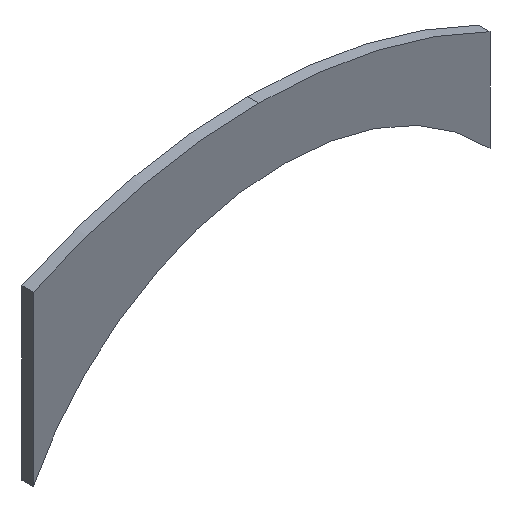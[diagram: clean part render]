
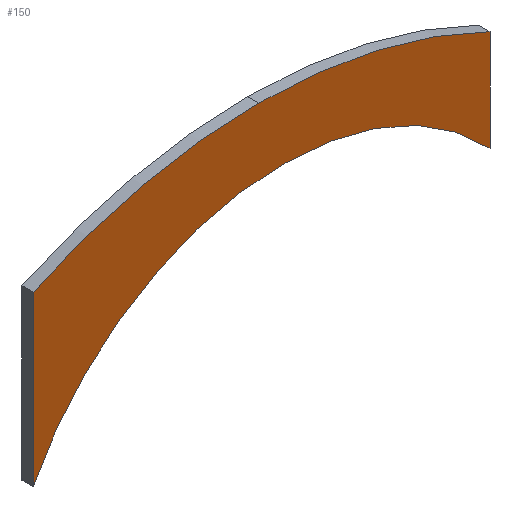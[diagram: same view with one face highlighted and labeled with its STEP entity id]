
A CAD part, isometric view. The second image highlights one B-rep face of the part: STEP entity #150.
In plain terms, the highlighted planar face has unit normal (0, -1, 0).
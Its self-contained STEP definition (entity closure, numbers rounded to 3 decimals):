
#6 = CARTESIAN_POINT ( 'NONE',  ( 67., -3., 18.795 ) ) ;
#7 = EDGE_CURVE ( 'NONE', #106, #217, #211, .T. ) ;
#9 = AXIS2_PLACEMENT_3D ( 'NONE', #18, #83, #184 ) ;
#10 = CARTESIAN_POINT ( 'NONE',  ( 60.262, -3., -103.866 ) ) ;
#11 = ORIENTED_EDGE ( 'NONE', *, *, #176, .F. ) ;
#12 = DIRECTION ( 'NONE',  ( 0., 1., 0. ) ) ;
#15 = AXIS2_PLACEMENT_3D ( 'NONE', #156, #62, #234 ) ;
#16 = CARTESIAN_POINT ( 'NONE',  ( 0., -3., 22.5 ) ) ;
#17 = VERTEX_POINT ( 'NONE', #6 ) ;
#18 = CARTESIAN_POINT ( 'NONE',  ( 67., -3., -56.205 ) ) ;
#30 = VERTEX_POINT ( 'NONE', #220 ) ;
#53 = VERTEX_POINT ( 'NONE', #57 ) ;
#57 = CARTESIAN_POINT ( 'NONE',  ( 122., -3., -5.214 ) ) ;
#58 = DIRECTION ( 'NONE',  ( 0., 0., 1. ) ) ;
#62 = DIRECTION ( 'NONE',  ( 0., 1., 0. ) ) ;
#64 = AXIS2_PLACEMENT_3D ( 'NONE', #281, #260, #282 ) ;
#65 = CIRCLE ( 'NONE', #64, 75. ) ;
#68 = ORIENTED_EDGE ( 'NONE', *, *, #145, .F. ) ;
#83 = DIRECTION ( 'NONE',  ( 0., -1., 0. ) ) ;
#86 = EDGE_CURVE ( 'NONE', #217, #238, #144, .T. ) ;
#92 = AXIS2_PLACEMENT_3D ( 'NONE', #201, #103, #128 ) ;
#96 = EDGE_CURVE ( 'NONE', #238, #30, #298, .T. ) ;
#99 = CARTESIAN_POINT ( 'NONE',  ( 0., -3., -22.5 ) ) ;
#103 = DIRECTION ( 'NONE',  ( 0., 1., 0. ) ) ;
#106 = VERTEX_POINT ( 'NONE', #99 ) ;
#122 = FACE_OUTER_BOUND ( 'NONE', #186, .T. ) ;
#126 = DIRECTION ( 'NONE',  ( 0., 0., 1. ) ) ;
#128 = DIRECTION ( 'NONE',  ( 0., 0., 1. ) ) ;
#131 = DIRECTION ( 'NONE',  ( 0., 0., -1. ) ) ;
#144 = CIRCLE ( 'NONE', #92, 140. ) ;
#145 = EDGE_CURVE ( 'NONE', #30, #53, #161, .T. ) ;
#147 = ORIENTED_EDGE ( 'NONE', *, *, #296, .F. ) ;
#150 = ADVANCED_FACE ( 'NONE', ( #122 ), #210, .F. ) ;
#156 = CARTESIAN_POINT ( 'NONE',  ( 67., -3., -56.205 ) ) ;
#157 = AXIS2_PLACEMENT_3D ( 'NONE', #10, #12, #58 ) ;
#160 = ORIENTED_EDGE ( 'NONE', *, *, #86, .F. ) ;
#161 = LINE ( 'NONE', #300, #270 ) ;
#172 = ORIENTED_EDGE ( 'NONE', *, *, #96, .F. ) ;
#176 = EDGE_CURVE ( 'NONE', #17, #106, #280, .T. ) ;
#184 = DIRECTION ( 'NONE',  ( 0., 0., 1. ) ) ;
#186 = EDGE_LOOP ( 'NONE', ( #147, #68, #172, #160, #244, #11 ) ) ;
#201 = CARTESIAN_POINT ( 'NONE',  ( 60.262, -3., -103.866 ) ) ;
#210 = PLANE ( 'NONE',  #15 ) ;
#211 = LINE ( 'NONE', #271, #297 ) ;
#217 = VERTEX_POINT ( 'NONE', #16 ) ;
#220 = CARTESIAN_POINT ( 'NONE',  ( 122., -3., 21.786 ) ) ;
#234 = DIRECTION ( 'NONE',  ( 0., 0., 1. ) ) ;
#238 = VERTEX_POINT ( 'NONE', #259 ) ;
#244 = ORIENTED_EDGE ( 'NONE', *, *, #7, .F. ) ;
#259 = CARTESIAN_POINT ( 'NONE',  ( 60.262, -3., 36.134 ) ) ;
#260 = DIRECTION ( 'NONE',  ( 0., -1., 0. ) ) ;
#270 = VECTOR ( 'NONE', #131, 1000. ) ;
#271 = CARTESIAN_POINT ( 'NONE',  ( 0., -3., -22.5 ) ) ;
#280 = CIRCLE ( 'NONE', #9, 75. ) ;
#281 = CARTESIAN_POINT ( 'NONE',  ( 67., -3., -56.205 ) ) ;
#282 = DIRECTION ( 'NONE',  ( 0., 0., 1. ) ) ;
#296 = EDGE_CURVE ( 'NONE', #53, #17, #65, .T. ) ;
#297 = VECTOR ( 'NONE', #126, 1000. ) ;
#298 = CIRCLE ( 'NONE', #157, 140. ) ;
#300 = CARTESIAN_POINT ( 'NONE',  ( 122., -3., -5.214 ) ) ;
